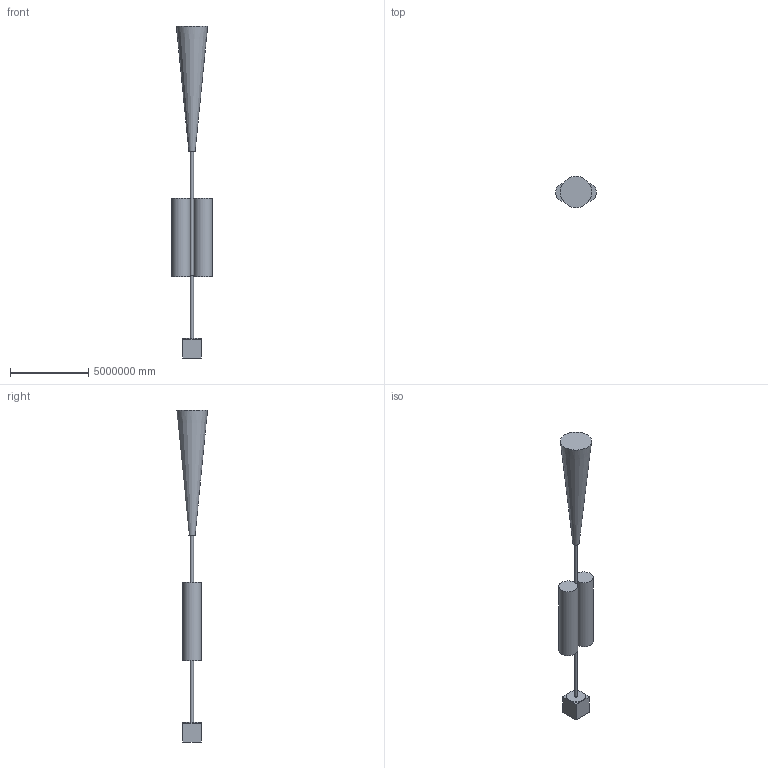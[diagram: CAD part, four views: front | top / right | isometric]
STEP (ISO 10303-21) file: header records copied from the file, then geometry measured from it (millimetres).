
FILE_DESCRIPTION(('FreeCAD Model'),'2;1');
FILE_NAME('Open CASCADE Shape Model','2025-08-30T12:08:58',('Author'),( ''),'Open CASCADE STEP processor 7.8','FreeCAD','Unknown');
FILE_SCHEMA(('AUTOMOTIVE_DESIGN { 1 0 10303 214 1 1 1 1 }'));
Length unit declared in the file: metre
Products named in the file (1): Shape
Bounding box: 2600000 x 2000000 x 21200000 mm (x, y, z)
Volume: 23857902250662105088 mm3; surface area: 92074042576180.3 mm2
Topology: 3 solids, 3 shells, 24 faces, 45 edges, 30 vertices
Faces by surface type: plane 17, cylinder 6, cone 1
Full cylindrical faces by diameter (mm): 200000 x2, 1200000 x2
Entity records: 1231 total; most frequent: DIRECTION 201, CARTESIAN_POINT 192, LINE 98, VECTOR 98, ORIENTED_EDGE 90, PCURVE 90, DEFINITIONAL_REPRESENTATION 90, EDGE_CURVE 45
